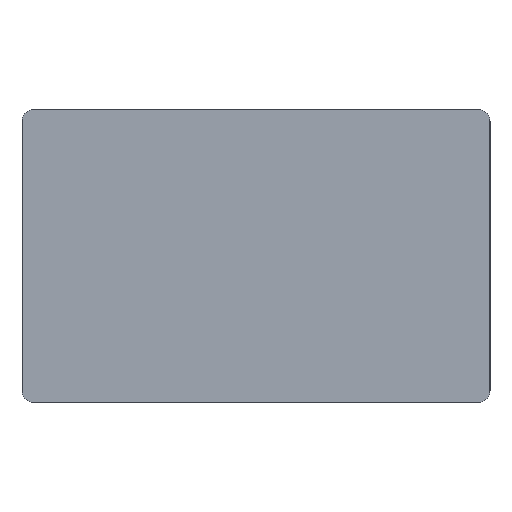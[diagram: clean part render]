
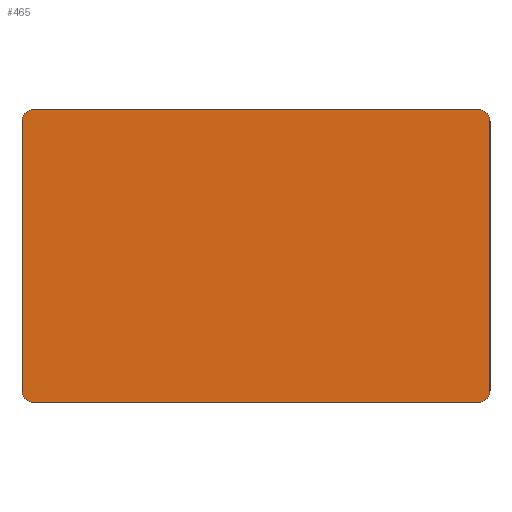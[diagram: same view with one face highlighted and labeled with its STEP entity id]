
A CAD part, left-side view. The second image highlights one B-rep face of the part: STEP entity #465.
In plain terms, the highlighted planar face has unit normal (-1, 0, 0).
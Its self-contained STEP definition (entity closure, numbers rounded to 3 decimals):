
#364 = VERTEX_POINT('',#365);
#365 = CARTESIAN_POINT('',(-1.6,-0.8,0.96));
#383 = VERTEX_POINT('',#384);
#384 = CARTESIAN_POINT('',(-1.6,-0.76,1.));
#390 = EDGE_CURVE('',#364,#383,#391,.T.);
#391 = CIRCLE('',#392,0.04);
#392 = AXIS2_PLACEMENT_3D('',#393,#394,#395);
#393 = CARTESIAN_POINT('',(-1.6,-0.76,0.96));
#394 = DIRECTION('',(-1.,0.,0.));
#395 = DIRECTION('',(0.,0.,1.));
#405 = EDGE_CURVE('',#383,#406,#408,.T.);
#406 = VERTEX_POINT('',#407);
#407 = CARTESIAN_POINT('',(-1.6,0.76,1.));
#408 = LINE('',#409,#410);
#409 = CARTESIAN_POINT('',(-1.6,-0.8,1.));
#410 = VECTOR('',#411,1.);
#411 = DIRECTION('',(0.,1.,0.));
#436 = EDGE_CURVE('',#437,#406,#439,.T.);
#437 = VERTEX_POINT('',#438);
#438 = CARTESIAN_POINT('',(-1.6,0.8,0.96));
#439 = CIRCLE('',#440,0.04);
#440 = AXIS2_PLACEMENT_3D('',#441,#442,#443);
#441 = CARTESIAN_POINT('',(-1.6,0.76,0.96));
#442 = DIRECTION('',(1.,0.,-0.));
#443 = DIRECTION('',(0.,0.,1.));
#465 = ADVANCED_FACE('',(#466),#511,.T.);
#466 = FACE_BOUND('',#467,.T.);
#467 = EDGE_LOOP('',(#468,#469,#470,#471,#479,#488,#496,#505));
#468 = ORIENTED_EDGE('',*,*,#390,.T.);
#469 = ORIENTED_EDGE('',*,*,#405,.T.);
#470 = ORIENTED_EDGE('',*,*,#436,.F.);
#471 = ORIENTED_EDGE('',*,*,#472,.F.);
#472 = EDGE_CURVE('',#473,#437,#475,.T.);
#473 = VERTEX_POINT('',#474);
#474 = CARTESIAN_POINT('',(-1.6,0.8,0.04));
#475 = LINE('',#476,#477);
#476 = CARTESIAN_POINT('',(-1.6,0.8,-0.6));
#477 = VECTOR('',#478,1.);
#478 = DIRECTION('',(0.,0.,1.));
#479 = ORIENTED_EDGE('',*,*,#480,.T.);
#480 = EDGE_CURVE('',#473,#481,#483,.T.);
#481 = VERTEX_POINT('',#482);
#482 = CARTESIAN_POINT('',(-1.6,0.76,0.));
#483 = CIRCLE('',#484,0.04);
#484 = AXIS2_PLACEMENT_3D('',#485,#486,#487);
#485 = CARTESIAN_POINT('',(-1.6,0.76,0.04));
#486 = DIRECTION('',(-1.,-0.,0.));
#487 = DIRECTION('',(0.,0.,-1.));
#488 = ORIENTED_EDGE('',*,*,#489,.T.);
#489 = EDGE_CURVE('',#481,#490,#492,.T.);
#490 = VERTEX_POINT('',#491);
#491 = CARTESIAN_POINT('',(-1.6,-0.76,0.));
#492 = LINE('',#493,#494);
#493 = CARTESIAN_POINT('',(-1.6,0.8,0.));
#494 = VECTOR('',#495,1.);
#495 = DIRECTION('',(0.,-1.,0.));
#496 = ORIENTED_EDGE('',*,*,#497,.F.);
#497 = EDGE_CURVE('',#498,#490,#500,.T.);
#498 = VERTEX_POINT('',#499);
#499 = CARTESIAN_POINT('',(-1.6,-0.8,0.04));
#500 = CIRCLE('',#501,0.04);
#501 = AXIS2_PLACEMENT_3D('',#502,#503,#504);
#502 = CARTESIAN_POINT('',(-1.6,-0.76,0.04));
#503 = DIRECTION('',(1.,0.,0.));
#504 = DIRECTION('',(0.,0.,-1.));
#505 = ORIENTED_EDGE('',*,*,#506,.F.);
#506 = EDGE_CURVE('',#364,#498,#507,.T.);
#507 = LINE('',#508,#509);
#508 = CARTESIAN_POINT('',(-1.6,-0.8,1.6));
#509 = VECTOR('',#510,1.);
#510 = DIRECTION('',(0.,0.,-1.));
#511 = PLANE('',#512);
#512 = AXIS2_PLACEMENT_3D('',#513,#514,#515);
#513 = CARTESIAN_POINT('',(-1.6,0.,0.5));
#514 = DIRECTION('',(-1.,0.,0.));
#515 = DIRECTION('',(0.,0.,-1.));
